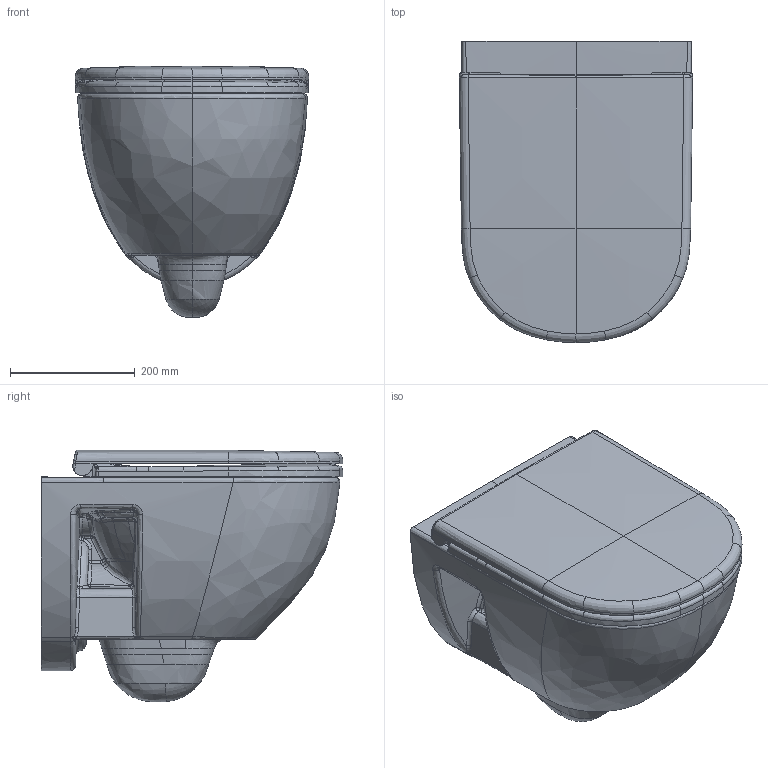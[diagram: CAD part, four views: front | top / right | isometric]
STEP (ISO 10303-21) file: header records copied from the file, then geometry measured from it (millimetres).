
FILE_DESCRIPTION(/* description */ (''),/* implementation_level */ '2;1');
FILE_NAME(/* name */ '251509',/* time_stamp */ '2024-12-17T14:31:27+01:00',/* author */ (''),/* organization */ (''),/* preprocessor_version */ 'ST-DEVELOPER v15',/* originating_system */ '',/* authorisation */ '');
FILE_SCHEMA (('AUTOMOTIVE_DESIGN'));
Length unit declared in the file: millimetre
Products named in the file (1): Document
Bounding box: 375.13 x 483.95 x 404.69 mm (x, y, z)
Volume: 20431154.5 mm3; surface area: 1576013.9 mm2
Topology: 3 solids, 3 shells, 1200 faces, 2894 edges, 1669 vertices
Faces by surface type: bspline 1158, plane 42
Entity records: 216280 total; most frequent: CARTESIAN_POINT 198380, ORIENTED_EDGE 5724, EDGE_CURVE 2862, B_SPLINE_CURVE_WITH_KNOTS 2768, VERTEX_POINT 1669, EDGE_LOOP 1203, ADVANCED_FACE 1200, FACE_OUTER_BOUND 1200
